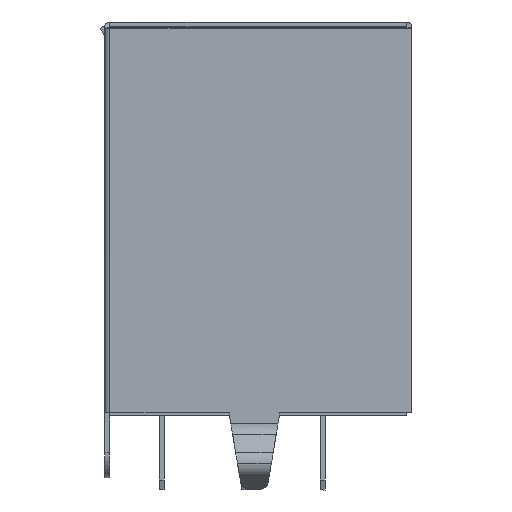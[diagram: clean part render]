
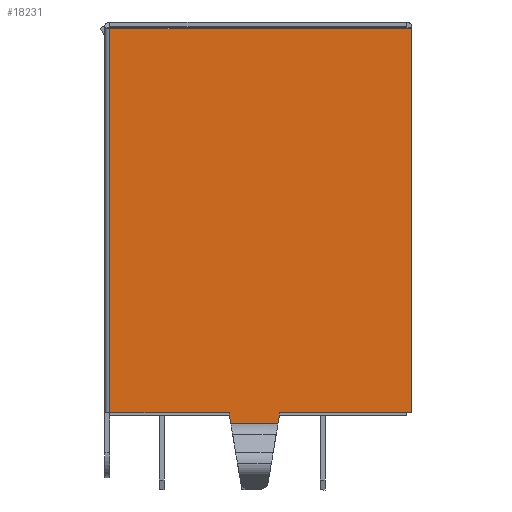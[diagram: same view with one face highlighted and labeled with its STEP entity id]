
A CAD part, left-side view. The second image highlights one B-rep face of the part: STEP entity #18231.
In plain terms, the highlighted planar face has unit normal (-1, 0, 0).
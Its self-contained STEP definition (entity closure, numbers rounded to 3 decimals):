
#69 = VERTEX_POINT ( 'NONE', #16371 ) ;
#206 = CARTESIAN_POINT ( 'NONE',  ( -6., -7., -7.675 ) ) ;
#409 = AXIS2_PLACEMENT_3D ( 'NONE', #21739, #8840, #17221 ) ;
#590 = DIRECTION ( 'NONE',  ( 0., 0., 1. ) ) ;
#694 = LINE ( 'NONE', #19209, #17508 ) ;
#1132 = ORIENTED_EDGE ( 'NONE', *, *, #4919, .T. ) ;
#1323 = EDGE_CURVE ( 'NONE', #13941, #20989, #694, .T. ) ;
#1448 = VERTEX_POINT ( 'NONE', #22610 ) ;
#1885 = VECTOR ( 'NONE', #15681, 1000. ) ;
#2009 = CARTESIAN_POINT ( 'NONE',  ( -6., -5.058, -8.115 ) ) ;
#2283 = CARTESIAN_POINT ( 'NONE',  ( -6., -5., -8.115 ) ) ;
#2437 = CARTESIAN_POINT ( 'NONE',  ( -6., -5., -7.765 ) ) ;
#2827 = DIRECTION ( 'NONE',  ( 0., -1., 0. ) ) ;
#2951 = EDGE_CURVE ( 'NONE', #15509, #1448, #19950, .T. ) ;
#3322 = ORIENTED_EDGE ( 'NONE', *, *, #1323, .T. ) ;
#4911 = ORIENTED_EDGE ( 'NONE', *, *, #12720, .T. ) ;
#4919 = EDGE_CURVE ( 'NONE', #8579, #4965, #8556, .T. ) ;
#4965 = VERTEX_POINT ( 'NONE', #14995 ) ;
#5457 = ORIENTED_EDGE ( 'NONE', *, *, #16118, .F. ) ;
#5795 = CARTESIAN_POINT ( 'NONE',  ( -6., -3.606, 0.601 ) ) ;
#6391 = VECTOR ( 'NONE', #12688, 1000. ) ;
#6436 = CARTESIAN_POINT ( 'NONE',  ( -6., -0.21, -7.675 ) ) ;
#7201 = CARTESIAN_POINT ( 'NONE',  ( -6., -0.21, 7.975 ) ) ;
#7211 = CARTESIAN_POINT ( 'NONE',  ( -6., -6.942, -8.115 ) ) ;
#7838 = LINE ( 'NONE', #5795, #1885 ) ;
#8556 = LINE ( 'NONE', #10730, #15261 ) ;
#8579 = VERTEX_POINT ( 'NONE', #11258 ) ;
#8710 = EDGE_CURVE ( 'NONE', #69, #17549, #9730, .T. ) ;
#8840 = DIRECTION ( 'NONE',  ( 1., 0., 0. ) ) ;
#8969 = FACE_OUTER_BOUND ( 'NONE', #23732, .T. ) ;
#8987 = LINE ( 'NONE', #2283, #18544 ) ;
#9730 = LINE ( 'NONE', #12509, #23492 ) ;
#10179 = ORIENTED_EDGE ( 'NONE', *, *, #19414, .F. ) ;
#10730 = CARTESIAN_POINT ( 'NONE',  ( -6., -12.3, 0. ) ) ;
#11258 = CARTESIAN_POINT ( 'NONE',  ( -6., -12.3, -7.675 ) ) ;
#11273 = EDGE_CURVE ( 'NONE', #16648, #13941, #8987, .T. ) ;
#12456 = EDGE_CURVE ( 'NONE', #1448, #4965, #13243, .T. ) ;
#12509 = CARTESIAN_POINT ( 'NONE',  ( -6., -5., -7.675 ) ) ;
#12512 = CARTESIAN_POINT ( 'NONE',  ( -6., -7., -7.675 ) ) ;
#12549 = CARTESIAN_POINT ( 'NONE',  ( -6., 2.05, -7.675 ) ) ;
#12562 = LINE ( 'NONE', #206, #13141 ) ;
#12688 = DIRECTION ( 'NONE',  ( 0., 1., 0. ) ) ;
#12720 = EDGE_CURVE ( 'NONE', #17549, #16648, #7838, .T. ) ;
#12787 = DIRECTION ( 'NONE',  ( 0., 0., -1. ) ) ;
#12958 = LINE ( 'NONE', #14730, #20468 ) ;
#13097 = DIRECTION ( 'NONE',  ( 0., 1., 0. ) ) ;
#13141 = VECTOR ( 'NONE', #20498, 1000. ) ;
#13181 = ORIENTED_EDGE ( 'NONE', *, *, #22930, .F. ) ;
#13243 = LINE ( 'NONE', #15287, #19372 ) ;
#13941 = VERTEX_POINT ( 'NONE', #7211 ) ;
#14730 = CARTESIAN_POINT ( 'NONE',  ( -6., 2.05, -7.675 ) ) ;
#14873 = ORIENTED_EDGE ( 'NONE', *, *, #11273, .T. ) ;
#14995 = CARTESIAN_POINT ( 'NONE',  ( -6., -12.3, 7.704 ) ) ;
#15261 = VECTOR ( 'NONE', #590, 1000. ) ;
#15287 = CARTESIAN_POINT ( 'NONE',  ( -6., -0.2, 7.704 ) ) ;
#15509 = VERTEX_POINT ( 'NONE', #6436 ) ;
#15681 = DIRECTION ( 'NONE',  ( 0., -0.164, -0.986 ) ) ;
#16118 = EDGE_CURVE ( 'NONE', #69, #15509, #12958, .T. ) ;
#16371 = CARTESIAN_POINT ( 'NONE',  ( -6., -5., -7.675 ) ) ;
#16429 = ORIENTED_EDGE ( 'NONE', *, *, #2951, .F. ) ;
#16648 = VERTEX_POINT ( 'NONE', #2009 ) ;
#17221 = DIRECTION ( 'NONE',  ( 0., -1., 0. ) ) ;
#17423 = DIRECTION ( 'NONE',  ( 0., -0.164, 0.986 ) ) ;
#17508 = VECTOR ( 'NONE', #17423, 1000. ) ;
#17549 = VERTEX_POINT ( 'NONE', #2437 ) ;
#18231 = ADVANCED_FACE ( 'NONE', ( #8969 ), #19275, .F. ) ;
#18544 = VECTOR ( 'NONE', #2827, 1000. ) ;
#19209 = CARTESIAN_POINT ( 'NONE',  ( -6., -8.07, -1.345 ) ) ;
#19275 = PLANE ( 'NONE',  #409 ) ;
#19372 = VECTOR ( 'NONE', #23924, 1000. ) ;
#19414 = EDGE_CURVE ( 'NONE', #23244, #20989, #12562, .T. ) ;
#19451 = CARTESIAN_POINT ( 'NONE',  ( -6., -7., -7.765 ) ) ;
#19950 = LINE ( 'NONE', #7201, #20997 ) ;
#20468 = VECTOR ( 'NONE', #13097, 1000. ) ;
#20498 = DIRECTION ( 'NONE',  ( 0., 0., -1. ) ) ;
#20989 = VERTEX_POINT ( 'NONE', #19451 ) ;
#20997 = VECTOR ( 'NONE', #22406, 1000. ) ;
#21739 = CARTESIAN_POINT ( 'NONE',  ( -6., 0., 0. ) ) ;
#22406 = DIRECTION ( 'NONE',  ( 0., 0., 1. ) ) ;
#22610 = CARTESIAN_POINT ( 'NONE',  ( -6., -0.21, 7.704 ) ) ;
#22930 = EDGE_CURVE ( 'NONE', #8579, #23244, #23210, .T. ) ;
#23210 = LINE ( 'NONE', #12549, #6391 ) ;
#23244 = VERTEX_POINT ( 'NONE', #12512 ) ;
#23492 = VECTOR ( 'NONE', #12787, 1000. ) ;
#23732 = EDGE_LOOP ( 'NONE', ( #14873, #3322, #10179, #13181, #1132, #24669, #16429, #5457, #25377, #4911 ) ) ;
#23924 = DIRECTION ( 'NONE',  ( 0., -1., 0. ) ) ;
#24669 = ORIENTED_EDGE ( 'NONE', *, *, #12456, .F. ) ;
#25377 = ORIENTED_EDGE ( 'NONE', *, *, #8710, .T. ) ;
